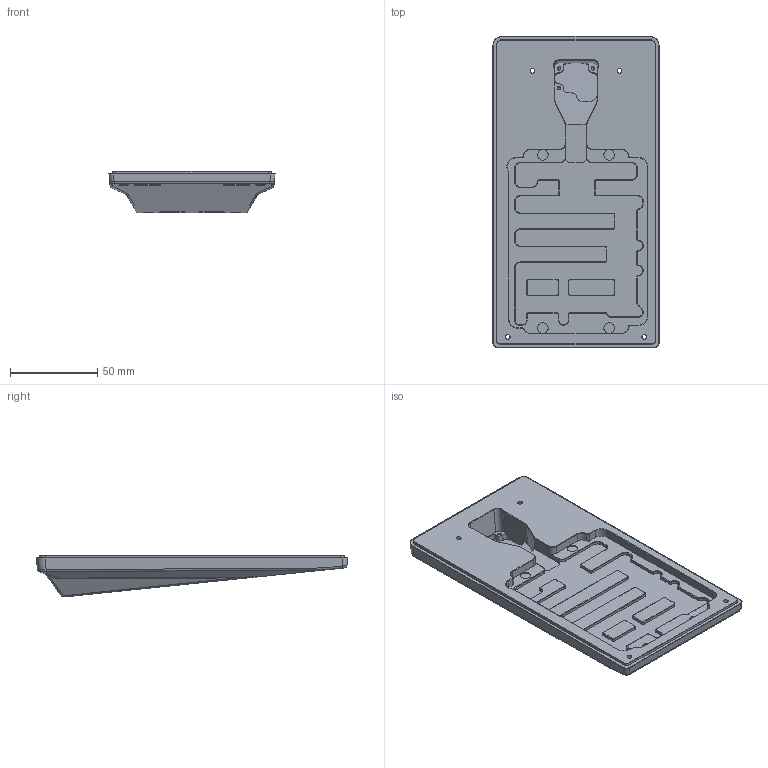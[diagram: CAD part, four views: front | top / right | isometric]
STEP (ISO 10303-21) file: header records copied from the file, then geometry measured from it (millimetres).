
FILE_DESCRIPTION(/* description */ ('STEP AP214','CAx-IF Rec.Pracs.---User Defined Attributes---1.5---2016-08-15'),/* implementation_level */ '2;1');
FILE_NAME(/* name */ '6934eea4dd5747af1b70be3a',/* time_stamp */ '2025-12-07T03:04:04Z',/* author */ (''),/* organization */ (''),/* preprocessor_version */ 'ST-DEVELOPER v20',/* originating_system */ 'ONSHAPE BY PTC INC, 1.207',/* authorisation */ ' ');
FILE_SCHEMA (('AUTOMOTIVE_DESIGN {1 0 10303 214 3 1 1}'));
Length unit declared in the file: metre
Products named in the file (1): Bottom Case - Numpad
Bounding box: 95.27 x 178.57 x 24.07 mm (x, y, z)
Volume: 177431.2 mm3; surface area: 45336.1 mm2
Topology: 1 solids, 1 shells, 471 faces, 1175 edges, 716 vertices
Faces by surface type: plane 204, cylinder 154, cone 75, bspline 36, sphere 2
Full cylindrical faces by diameter (mm): 2.05 x3, 2.7 x4, 4.7 x4, 6.1 x4
Entity records: 14521 total; most frequent: CARTESIAN_POINT 3476, DIRECTION 2299, ORIENTED_EDGE 2278, EDGE_CURVE 1139, AXIS2_PLACEMENT_3D 810, VERTEX_POINT 707, LINE 679, VECTOR 679
